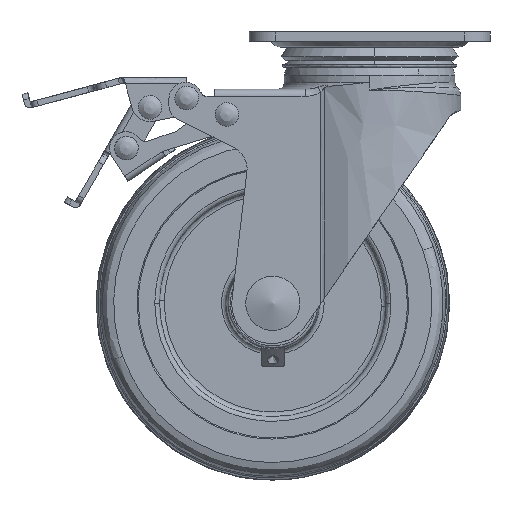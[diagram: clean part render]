
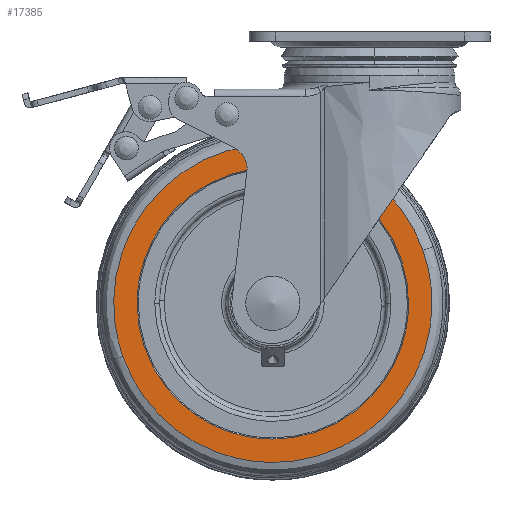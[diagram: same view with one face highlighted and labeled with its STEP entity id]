
A CAD part, front view. The second image highlights one B-rep face of the part: STEP entity #17385.
In plain terms, the highlighted free-form (B-spline) face has degree [1, 1] with [2, 2] control points.
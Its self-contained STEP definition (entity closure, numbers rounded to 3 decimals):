
#17181=CARTESIAN_POINT('',(-96.282,-20.,-138.441));
#17182=VERTEX_POINT('',#17181);
#17183=CARTESIAN_POINT('',(-32.7,-20.,-183.426));
#17184=VERTEX_POINT('',#17183);
#17185=CARTESIAN_POINT('',(-96.282,-20.,-138.441));
#17186=CARTESIAN_POINT('',(-80.405,-20.,-183.426));
#17187=CARTESIAN_POINT('',(-32.7,-20.,-183.426));
#17195=(BOUNDED_CURVE()B_SPLINE_CURVE(2,(#17185,#17186,#17187),.UNSPECIFIED.,.F.,.U.)B_SPLINE_CURVE_WITH_KNOTS((3,3),(0.807,1.0),.UNSPECIFIED.)CURVE()GEOMETRIC_REPRESENTATION_ITEM()RATIONAL_B_SPLINE_CURVE((0.897,0.773,1.0))REPRESENTATION_ITEM(''));
#17196=EDGE_CURVE('',#17182,#17184,#17195,.T.);
#17213=CARTESIAN_POINT('',(30.882,-20.,-93.559));
#17214=VERTEX_POINT('',#17213);
#17228=CARTESIAN_POINT('',(-32.7,-20.,-183.426));
#17229=CARTESIAN_POINT('',(34.726,-20.,-183.426));
#17230=CARTESIAN_POINT('',(34.726,-20.,-116.));
#17231=CARTESIAN_POINT('',(34.726,-20.,-104.45));
#17232=CARTESIAN_POINT('',(30.882,-20.,-93.559));
#17240=(BOUNDED_CURVE()B_SPLINE_CURVE(2,(#17228,#17229,#17230,#17231,#17232),.UNSPECIFIED.,.F.,.U.)B_SPLINE_CURVE_WITH_KNOTS((3,2,3),(0.0,0.25,0.307),.UNSPECIFIED.)CURVE()GEOMETRIC_REPRESENTATION_ITEM()RATIONAL_B_SPLINE_CURVE((1.0,0.707,1.0,0.934,0.897))REPRESENTATION_ITEM(''));
#17241=EDGE_CURVE('',#17184,#17214,#17240,.T.);
#17275=CARTESIAN_POINT('',(-32.7,-20.,-48.574));
#17276=VERTEX_POINT('',#17275);
#17277=CARTESIAN_POINT('',(-32.7,-20.,-48.574));
#17278=CARTESIAN_POINT('',(-100.126,-20.,-48.574));
#17279=CARTESIAN_POINT('',(-100.126,-20.,-116.));
#17280=CARTESIAN_POINT('',(-100.126,-20.,-127.55));
#17281=CARTESIAN_POINT('',(-96.282,-20.,-138.441));
#17289=(BOUNDED_CURVE()B_SPLINE_CURVE(2,(#17277,#17278,#17279,#17280,#17281),.UNSPECIFIED.,.F.,.U.)B_SPLINE_CURVE_WITH_KNOTS((3,2,3),(0.5,0.75,0.807),.UNSPECIFIED.)CURVE()GEOMETRIC_REPRESENTATION_ITEM()RATIONAL_B_SPLINE_CURVE((1.0,0.707,1.0,0.934,0.897))REPRESENTATION_ITEM(''));
#17290=EDGE_CURVE('',#17276,#17182,#17289,.T.);
#17292=CARTESIAN_POINT('',(30.882,-20.,-93.559));
#17293=CARTESIAN_POINT('',(15.005,-20.,-48.574));
#17294=CARTESIAN_POINT('',(-32.7,-20.,-48.574));
#17302=(BOUNDED_CURVE()B_SPLINE_CURVE(2,(#17292,#17293,#17294),.UNSPECIFIED.,.F.,.U.)B_SPLINE_CURVE_WITH_KNOTS((3,3),(0.307,0.5),.UNSPECIFIED.)CURVE()GEOMETRIC_REPRESENTATION_ITEM()RATIONAL_B_SPLINE_CURVE((0.897,0.773,1.0))REPRESENTATION_ITEM(''));
#17303=EDGE_CURVE('',#17214,#17276,#17302,.T.);
#17312=CARTESIAN_POINT('',(-106.846,-20.,-190.162));
#17313=CARTESIAN_POINT('',(-106.846,-20.,-41.838));
#17314=CARTESIAN_POINT('',(41.446,-20.,-190.162));
#17315=CARTESIAN_POINT('',(41.446,-20.,-41.838));
#17316=B_SPLINE_SURFACE_WITH_KNOTS('',1,1,((#17312,#17314),(#17313,#17315)),.UNSPECIFIED.,.F.,.F.,.U.,(2,2),(2,2),(0.0,148.325),(0.0,148.292),.UNSPECIFIED.);
#17317=ORIENTED_EDGE('',*,*,#17241,.T.);
#17318=ORIENTED_EDGE('',*,*,#17303,.T.);
#17319=ORIENTED_EDGE('',*,*,#17290,.T.);
#17320=ORIENTED_EDGE('',*,*,#17196,.T.);
#17321=EDGE_LOOP('',(#17317,#17318,#17319,#17320));
#17322=FACE_OUTER_BOUND('',#17321,.T.);
#17323=CARTESIAN_POINT('',(-32.7,-20.,-58.5));
#17324=VERTEX_POINT('',#17323);
#17325=CARTESIAN_POINT('',(-90.2,-20.,-116.));
#17326=VERTEX_POINT('',#17325);
#17327=CARTESIAN_POINT('',(-32.7,-20.,-58.5));
#17328=CARTESIAN_POINT('',(-90.2,-20.,-58.5));
#17329=CARTESIAN_POINT('',(-90.2,-20.,-116.));
#17337=(BOUNDED_CURVE()B_SPLINE_CURVE(2,(#17327,#17328,#17329),.UNSPECIFIED.,.F.,.U.)B_SPLINE_CURVE_WITH_KNOTS((3,3),(0.5,0.75),.UNSPECIFIED.)CURVE()GEOMETRIC_REPRESENTATION_ITEM()RATIONAL_B_SPLINE_CURVE((1.0,0.707,1.0))REPRESENTATION_ITEM(''));
#17338=EDGE_CURVE('',#17324,#17326,#17337,.T.);
#17339=ORIENTED_EDGE('',*,*,#17338,.F.);
#17340=CARTESIAN_POINT('',(24.8,-20.,-116.));
#17341=VERTEX_POINT('',#17340);
#17342=CARTESIAN_POINT('',(24.8,-20.,-116.));
#17343=CARTESIAN_POINT('',(24.8,-20.,-58.5));
#17344=CARTESIAN_POINT('',(-32.7,-20.,-58.5));
#17352=(BOUNDED_CURVE()B_SPLINE_CURVE(2,(#17342,#17343,#17344),.UNSPECIFIED.,.F.,.U.)B_SPLINE_CURVE_WITH_KNOTS((3,3),(0.25,0.5),.UNSPECIFIED.)CURVE()GEOMETRIC_REPRESENTATION_ITEM()RATIONAL_B_SPLINE_CURVE((1.,0.707,1.0))REPRESENTATION_ITEM(''));
#17353=EDGE_CURVE('',#17341,#17324,#17352,.T.);
#17354=ORIENTED_EDGE('',*,*,#17353,.F.);
#17355=CARTESIAN_POINT('',(-32.7,-20.,-173.5));
#17356=VERTEX_POINT('',#17355);
#17357=CARTESIAN_POINT('',(-32.7,-20.,-173.5));
#17358=CARTESIAN_POINT('',(24.8,-20.,-173.5));
#17359=CARTESIAN_POINT('',(24.8,-20.,-116.));
#17367=(BOUNDED_CURVE()B_SPLINE_CURVE(2,(#17357,#17358,#17359),.UNSPECIFIED.,.F.,.U.)B_SPLINE_CURVE_WITH_KNOTS((3,3),(0.0,0.25),.UNSPECIFIED.)CURVE()GEOMETRIC_REPRESENTATION_ITEM()RATIONAL_B_SPLINE_CURVE((1.0,0.707,1.0))REPRESENTATION_ITEM(''));
#17368=EDGE_CURVE('',#17356,#17341,#17367,.T.);
#17369=ORIENTED_EDGE('',*,*,#17368,.F.);
#17370=CARTESIAN_POINT('',(-90.2,-20.,-116.));
#17371=CARTESIAN_POINT('',(-90.2,-20.,-173.5));
#17372=CARTESIAN_POINT('',(-32.7,-20.,-173.5));
#17380=(BOUNDED_CURVE()B_SPLINE_CURVE(2,(#17370,#17371,#17372),.UNSPECIFIED.,.F.,.U.)B_SPLINE_CURVE_WITH_KNOTS((3,3),(0.75,1.0),.UNSPECIFIED.)CURVE()GEOMETRIC_REPRESENTATION_ITEM()RATIONAL_B_SPLINE_CURVE((1.0,0.707,1.0))REPRESENTATION_ITEM(''));
#17381=EDGE_CURVE('',#17326,#17356,#17380,.T.);
#17382=ORIENTED_EDGE('',*,*,#17381,.F.);
#17383=EDGE_LOOP('',(#17339,#17354,#17369,#17382));
#17384=FACE_BOUND('',#17383,.T.);
#17385=ADVANCED_FACE('',(#17322,#17384),#17316,.F.);
